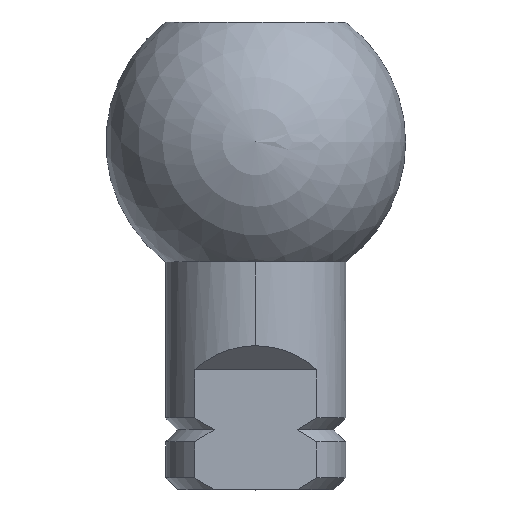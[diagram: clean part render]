
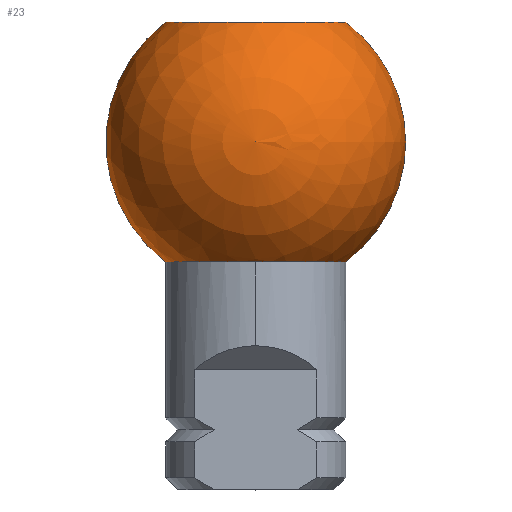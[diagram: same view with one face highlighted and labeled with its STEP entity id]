
A CAD part, top view. The second image highlights one B-rep face of the part: STEP entity #23.
In plain terms, the highlighted spherical face has radius 12.5 mm.
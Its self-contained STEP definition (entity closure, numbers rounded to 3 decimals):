
#23 = ADVANCED_FACE ( 'NONE', ( #233 ), #302, .T. ) ;
#36 = CIRCLE ( 'NONE', #101, 7.5 ) ;
#57 = DIRECTION ( 'NONE',  ( 1., 0., 0. ) ) ;
#66 = DIRECTION ( 'NONE',  ( 1., 0., 0. ) ) ;
#72 = CIRCLE ( 'NONE', #374, 7.5 ) ;
#88 = VERTEX_POINT ( 'NONE', #188 ) ;
#89 = CIRCLE ( 'NONE', #211, 12.5 ) ;
#101 = AXIS2_PLACEMENT_3D ( 'NONE', #283, #280, #240 ) ;
#115 = ORIENTED_EDGE ( 'NONE', *, *, #197, .F. ) ;
#119 = CARTESIAN_POINT ( 'NONE',  ( 7.5, 19., 0. ) ) ;
#126 = VERTEX_POINT ( 'NONE', #119 ) ;
#136 = CIRCLE ( 'NONE', #219, 12.5 ) ;
#156 = EDGE_LOOP ( 'NONE', ( #350, #482, #115, #200, #413 ) ) ;
#166 = VERTEX_POINT ( 'NONE', #245 ) ;
#178 = DIRECTION ( 'NONE',  ( 0., 0., -1. ) ) ;
#179 = DIRECTION ( 'NONE',  ( 0., -1., 0. ) ) ;
#188 = CARTESIAN_POINT ( 'NONE',  ( 0., 19., 7.5 ) ) ;
#194 = DIRECTION ( 'NONE',  ( -1., 0., 0. ) ) ;
#197 = EDGE_CURVE ( 'NONE', #88, #166, #36, .T. ) ;
#200 = ORIENTED_EDGE ( 'NONE', *, *, #358, .F. ) ;
#201 = CARTESIAN_POINT ( 'NONE',  ( 0., 29., 0. ) ) ;
#203 = CARTESIAN_POINT ( 'NONE',  ( -7.5, 39., 0. ) ) ;
#211 = AXIS2_PLACEMENT_3D ( 'NONE', #201, #424, #57 ) ;
#219 = AXIS2_PLACEMENT_3D ( 'NONE', #365, #178, #194 ) ;
#233 = FACE_OUTER_BOUND ( 'NONE', #156, .T. ) ;
#239 = VERTEX_POINT ( 'NONE', #203 ) ;
#240 = DIRECTION ( 'NONE',  ( 1., 0., 0. ) ) ;
#243 = EDGE_CURVE ( 'NONE', #239, #166, #89, .T. ) ;
#245 = CARTESIAN_POINT ( 'NONE',  ( -7.5, 19., 0. ) ) ;
#269 = AXIS2_PLACEMENT_3D ( 'NONE', #447, #379, #349 ) ;
#280 = DIRECTION ( 'NONE',  ( 0., -1., 0. ) ) ;
#283 = CARTESIAN_POINT ( 'NONE',  ( 0., 19., 0. ) ) ;
#286 = CARTESIAN_POINT ( 'NONE',  ( 0., 39., 0. ) ) ;
#296 = VERTEX_POINT ( 'NONE', #370 ) ;
#302 = SPHERICAL_SURFACE ( 'NONE', #269, 12.5 ) ;
#324 = CIRCLE ( 'NONE', #348, 7.5 ) ;
#326 = DIRECTION ( 'NONE',  ( 1., 0., 0. ) ) ;
#348 = AXIS2_PLACEMENT_3D ( 'NONE', #286, #443, #326 ) ;
#349 = DIRECTION ( 'NONE',  ( 1., 0., 0. ) ) ;
#350 = ORIENTED_EDGE ( 'NONE', *, *, #411, .T. ) ;
#358 = EDGE_CURVE ( 'NONE', #126, #88, #72, .T. ) ;
#365 = CARTESIAN_POINT ( 'NONE',  ( 0., 29., 0. ) ) ;
#370 = CARTESIAN_POINT ( 'NONE',  ( 7.5, 39., 0. ) ) ;
#374 = AXIS2_PLACEMENT_3D ( 'NONE', #475, #179, #66 ) ;
#379 = DIRECTION ( 'NONE',  ( 0., 0., 1. ) ) ;
#411 = EDGE_CURVE ( 'NONE', #296, #239, #324, .T. ) ;
#413 = ORIENTED_EDGE ( 'NONE', *, *, #427, .F. ) ;
#424 = DIRECTION ( 'NONE',  ( 0., 0., 1. ) ) ;
#427 = EDGE_CURVE ( 'NONE', #296, #126, #136, .T. ) ;
#443 = DIRECTION ( 'NONE',  ( 0., -1., 0. ) ) ;
#447 = CARTESIAN_POINT ( 'NONE',  ( 0., 29., 0. ) ) ;
#475 = CARTESIAN_POINT ( 'NONE',  ( 0., 19., 0. ) ) ;
#482 = ORIENTED_EDGE ( 'NONE', *, *, #243, .T. ) ;
